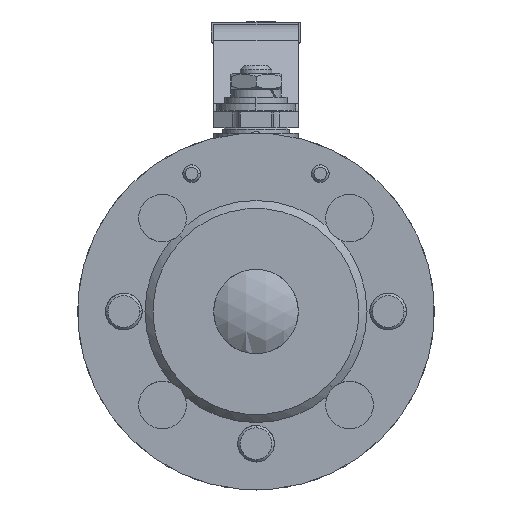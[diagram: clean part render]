
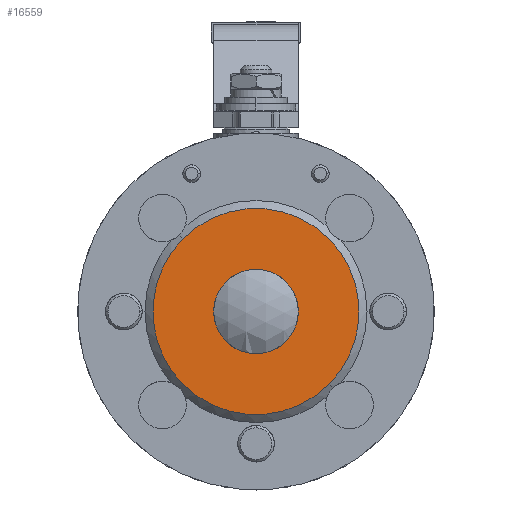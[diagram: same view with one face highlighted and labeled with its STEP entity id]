
A CAD part, left-side view. The second image highlights one B-rep face of the part: STEP entity #16559.
In plain terms, the highlighted planar face has unit normal (-1, 0, 0).
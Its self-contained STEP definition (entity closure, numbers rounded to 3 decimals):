
#1366=CARTESIAN_POINT('',(-41.,27.577,27.577));
#1367=VERTEX_POINT('',#1366);
#1376=CARTESIAN_POINT('',(-41.,-27.577,-27.577));
#1377=VERTEX_POINT('',#1376);
#1378=CARTESIAN_POINT('',(-41.,0.,0.));
#1379=DIRECTION('',(1.0,0.,0.));
#1380=DIRECTION('',(0.,0.707,0.707));
#1381=AXIS2_PLACEMENT_3D('',#1378,#1379,#1380);
#1382=CIRCLE('',#1381,39.);
#1383=EDGE_CURVE('',#1367,#1377,#1382,.T.);
#1580=CARTESIAN_POINT('',(-41.,11.314,11.314));
#1581=VERTEX_POINT('',#1580);
#1590=CARTESIAN_POINT('',(-41.,-11.314,-11.314));
#1591=VERTEX_POINT('',#1590);
#1592=CARTESIAN_POINT('',(-41.,0.,0.));
#1593=DIRECTION('',(1.0,0.,0.));
#1594=DIRECTION('',(0.,0.707,0.707));
#1595=AXIS2_PLACEMENT_3D('',#1592,#1593,#1594);
#1596=CIRCLE('',#1595,16.);
#1597=EDGE_CURVE('',#1591,#1581,#1596,.T.);
#16534=CARTESIAN_POINT('',(-41.,19.445,19.445));
#16535=DIRECTION('',(-1.0,0.0,0.0));
#16536=DIRECTION('',(0.0,-0.707,0.707));
#16537=AXIS2_PLACEMENT_3D('',#16534,#16535,#16536);
#16538=PLANE('',#16537);
#16539=ORIENTED_EDGE('',*,*,#1383,.F.);
#16540=CARTESIAN_POINT('',(-41.,0.,0.));
#16541=DIRECTION('',(1.0,0.,0.));
#16542=DIRECTION('',(0.,0.707,0.707));
#16543=AXIS2_PLACEMENT_3D('',#16540,#16541,#16542);
#16544=CIRCLE('',#16543,39.);
#16545=EDGE_CURVE('',#1377,#1367,#16544,.T.);
#16546=ORIENTED_EDGE('',*,*,#16545,.F.);
#16547=EDGE_LOOP('',(#16539,#16546));
#16548=FACE_OUTER_BOUND('',#16547,.T.);
#16549=CARTESIAN_POINT('',(-41.,0.,0.));
#16550=DIRECTION('',(1.0,0.,0.));
#16551=DIRECTION('',(0.,0.707,0.707));
#16552=AXIS2_PLACEMENT_3D('',#16549,#16550,#16551);
#16553=CIRCLE('',#16552,16.);
#16554=EDGE_CURVE('',#1581,#1591,#16553,.T.);
#16555=ORIENTED_EDGE('',*,*,#16554,.T.);
#16556=ORIENTED_EDGE('',*,*,#1597,.T.);
#16557=EDGE_LOOP('',(#16555,#16556));
#16558=FACE_BOUND('',#16557,.T.);
#16559=ADVANCED_FACE('',(#16548,#16558),#16538,.T.);
